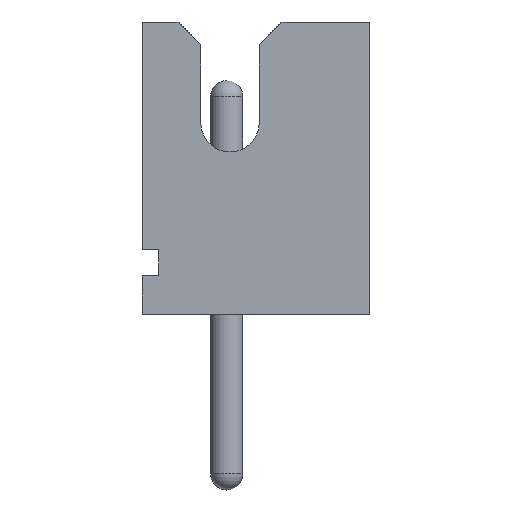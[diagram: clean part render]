
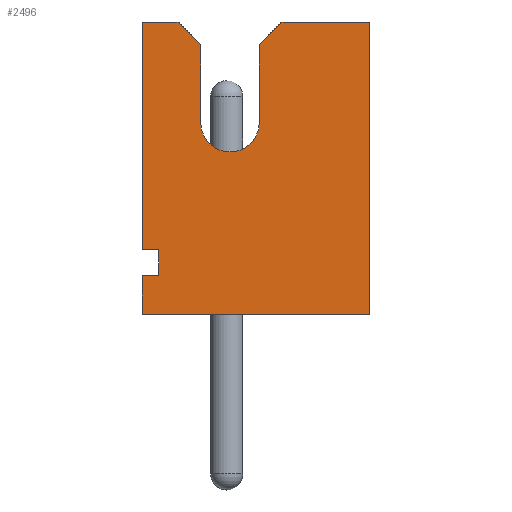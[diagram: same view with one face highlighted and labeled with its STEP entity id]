
A CAD part, front view. The second image highlights one B-rep face of the part: STEP entity #2496.
In plain terms, the highlighted planar face has unit normal (0, -1, 0).
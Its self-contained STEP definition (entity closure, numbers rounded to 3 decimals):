
#187=CIRCLE('',#2722,0.45);
#280=FACE_OUTER_BOUND('',#414,.T.);
#414=EDGE_LOOP('',(#1938,#1939,#1940,#1941,#1942,#1943,#1944,#1945,#1946,
#1947,#1948,#1949,#1950,#1951));
#541=LINE('',#3729,#815);
#544=LINE('',#3735,#818);
#548=LINE('',#3742,#822);
#556=LINE('',#3765,#830);
#566=LINE('',#3785,#840);
#576=LINE('',#3806,#850);
#579=LINE('',#3812,#853);
#631=LINE('',#3918,#905);
#638=LINE('',#3933,#912);
#639=LINE('',#3935,#913);
#640=LINE('',#3936,#914);
#641=LINE('',#3938,#915);
#642=LINE('',#3939,#916);
#815=VECTOR('',#3075,10.);
#818=VECTOR('',#3080,10.);
#822=VECTOR('',#3086,10.);
#830=VECTOR('',#3104,10.);
#840=VECTOR('',#3120,10.);
#850=VECTOR('',#3134,10.);
#853=VECTOR('',#3139,10.);
#905=VECTOR('',#3199,10.);
#912=VECTOR('',#3212,10.);
#913=VECTOR('',#3213,10.);
#914=VECTOR('',#3214,10.);
#915=VECTOR('',#3215,10.);
#916=VECTOR('',#3216,10.);
#1136=VERTEX_POINT('',#3726);
#1137=VERTEX_POINT('',#3728);
#1139=VERTEX_POINT('',#3734);
#1141=VERTEX_POINT('',#3740);
#1150=VERTEX_POINT('',#3762);
#1151=VERTEX_POINT('',#3764);
#1158=VERTEX_POINT('',#3784);
#1166=VERTEX_POINT('',#3803);
#1167=VERTEX_POINT('',#3805);
#1169=VERTEX_POINT('',#3811);
#1219=VERTEX_POINT('',#3916);
#1224=VERTEX_POINT('',#3932);
#1225=VERTEX_POINT('',#3934);
#1226=VERTEX_POINT('',#3937);
#1401=EDGE_CURVE('',#1137,#1136,#541,.T.);
#1404=EDGE_CURVE('',#1139,#1137,#544,.T.);
#1408=EDGE_CURVE('',#1136,#1141,#548,.T.);
#1418=EDGE_CURVE('',#1151,#1150,#556,.T.);
#1428=EDGE_CURVE('',#1158,#1151,#566,.T.);
#1438=EDGE_CURVE('',#1167,#1166,#576,.T.);
#1441=EDGE_CURVE('',#1169,#1167,#579,.T.);
#1444=EDGE_CURVE('',#1150,#1169,#187,.T.);
#1495=EDGE_CURVE('',#1219,#1141,#631,.T.);
#1502=EDGE_CURVE('',#1219,#1224,#638,.T.);
#1503=EDGE_CURVE('',#1224,#1225,#639,.T.);
#1504=EDGE_CURVE('',#1158,#1225,#640,.T.);
#1505=EDGE_CURVE('',#1226,#1166,#641,.T.);
#1506=EDGE_CURVE('',#1139,#1226,#642,.T.);
#1938=ORIENTED_EDGE('',*,*,#1404,.T.);
#1939=ORIENTED_EDGE('',*,*,#1401,.T.);
#1940=ORIENTED_EDGE('',*,*,#1408,.T.);
#1941=ORIENTED_EDGE('',*,*,#1495,.F.);
#1942=ORIENTED_EDGE('',*,*,#1502,.T.);
#1943=ORIENTED_EDGE('',*,*,#1503,.T.);
#1944=ORIENTED_EDGE('',*,*,#1504,.F.);
#1945=ORIENTED_EDGE('',*,*,#1428,.T.);
#1946=ORIENTED_EDGE('',*,*,#1418,.T.);
#1947=ORIENTED_EDGE('',*,*,#1444,.T.);
#1948=ORIENTED_EDGE('',*,*,#1441,.T.);
#1949=ORIENTED_EDGE('',*,*,#1438,.T.);
#1950=ORIENTED_EDGE('',*,*,#1505,.F.);
#1951=ORIENTED_EDGE('',*,*,#1506,.F.);
#2362=PLANE('',#2726);
#2496=ADVANCED_FACE('',(#280),#2362,.T.);
#2722=AXIS2_PLACEMENT_3D('',#3816,#3145,#3146);
#2726=AXIS2_PLACEMENT_3D('',#3931,#3210,#3211);
#3075=DIRECTION('',(0.,0.,-1.));
#3080=DIRECTION('',(1.,0.,0.));
#3086=DIRECTION('',(-1.,0.,0.));
#3104=DIRECTION('',(0.,0.,-1.));
#3120=DIRECTION('',(-0.707,0.,-0.707));
#3134=DIRECTION('',(-0.707,0.,0.707));
#3139=DIRECTION('',(0.,0.,1.));
#3145=DIRECTION('center_axis',(0.,1.,0.));
#3146=DIRECTION('ref_axis',(-1.,0.,0.));
#3199=DIRECTION('',(0.,0.,1.));
#3210=DIRECTION('center_axis',(0.,-1.,0.));
#3211=DIRECTION('ref_axis',(1.,0.,0.));
#3212=DIRECTION('',(1.,0.,0.));
#3213=DIRECTION('',(0.,0.,1.));
#3214=DIRECTION('',(1.,0.,0.));
#3215=DIRECTION('',(1.,0.,0.));
#3216=DIRECTION('',(0.,0.,1.));
#3726=CARTESIAN_POINT('',(-1.05,-1.5,0.6));
#3728=CARTESIAN_POINT('',(-1.05,-1.5,1.));
#3729=CARTESIAN_POINT('',(-1.05,-1.5,0.5));
#3734=CARTESIAN_POINT('',(-1.3,-1.5,1.));
#3735=CARTESIAN_POINT('',(-1.3,-1.5,1.));
#3740=CARTESIAN_POINT('',(-1.3,-1.5,0.6));
#3742=CARTESIAN_POINT('',(-1.175,-1.5,0.6));
#3762=CARTESIAN_POINT('',(0.5,-1.5,2.95));
#3764=CARTESIAN_POINT('',(0.5,-1.5,4.15));
#3765=CARTESIAN_POINT('',(0.5,-1.5,2.075));
#3784=CARTESIAN_POINT('',(0.85,-1.5,4.5));
#3785=CARTESIAN_POINT('',(-0.813,-1.5,2.838));
#3803=CARTESIAN_POINT('',(-0.75,-1.5,4.5));
#3805=CARTESIAN_POINT('',(-0.4,-1.5,4.15));
#3806=CARTESIAN_POINT('',(0.413,-1.5,3.338));
#3811=CARTESIAN_POINT('',(-0.4,-1.5,2.95));
#3812=CARTESIAN_POINT('',(-0.4,-1.5,1.475));
#3816=CARTESIAN_POINT('Origin',(0.05,-1.5,2.95));
#3916=CARTESIAN_POINT('',(-1.3,-1.5,0.));
#3918=CARTESIAN_POINT('',(-1.3,-1.5,0.));
#3931=CARTESIAN_POINT('Origin',(-1.3,-1.5,0.));
#3932=CARTESIAN_POINT('',(2.2,-1.5,0.));
#3933=CARTESIAN_POINT('',(-1.3,-1.5,0.));
#3934=CARTESIAN_POINT('',(2.2,-1.5,4.5));
#3935=CARTESIAN_POINT('',(2.2,-1.5,0.));
#3936=CARTESIAN_POINT('',(-1.3,-1.5,4.5));
#3937=CARTESIAN_POINT('',(-1.3,-1.5,4.5));
#3938=CARTESIAN_POINT('',(-1.3,-1.5,4.5));
#3939=CARTESIAN_POINT('',(-1.3,-1.5,0.));
